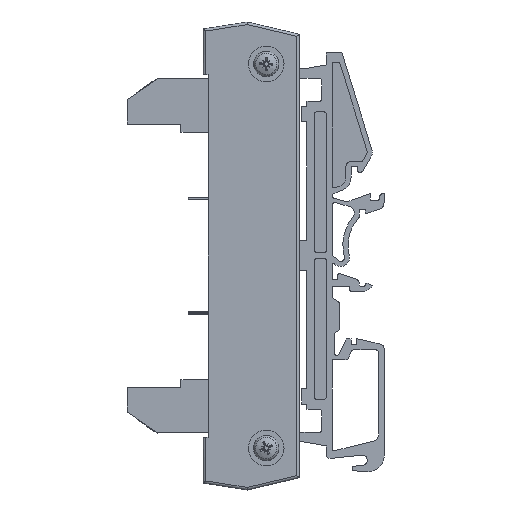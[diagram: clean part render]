
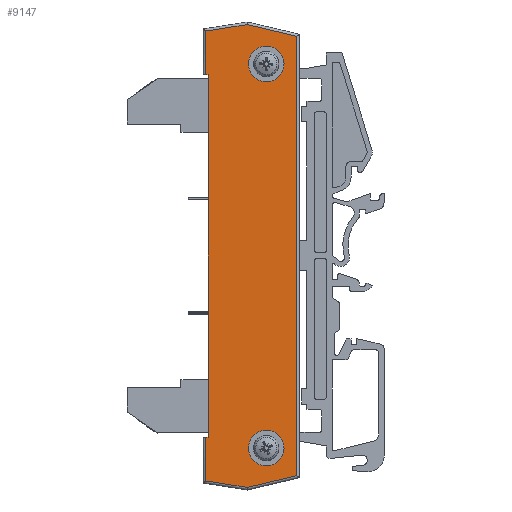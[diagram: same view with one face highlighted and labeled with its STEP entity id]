
A CAD part, left-side view. The second image highlights one B-rep face of the part: STEP entity #9147.
In plain terms, the highlighted face is planar.
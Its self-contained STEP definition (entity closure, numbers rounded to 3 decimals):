
#8686=CARTESIAN_POINT('',(-16.628,6.238,5.0));
#8687=VERTEX_POINT('',#8686);
#8694=CARTESIAN_POINT('',(54.672,6.238,5.0));
#8695=VERTEX_POINT('',#8694);
#8696=CARTESIAN_POINT('',(54.672,6.238,5.0));
#8697=DIRECTION('',(-1.0,0.0,0.0));
#8698=VECTOR('',#8697,71.3);
#8699=LINE('',#8696,#8698);
#8700=EDGE_CURVE('',#8695,#8687,#8699,.T.);
#8943=CARTESIAN_POINT('',(60.272,-5.162,5.0));
#8944=VERTEX_POINT('',#8943);
#8945=CARTESIAN_POINT('',(56.772,-5.162,5.0));
#8946=DIRECTION('',(0.0,0.0,-1.0));
#8947=DIRECTION('',(-1.0,0.0,0.0));
#8948=AXIS2_PLACEMENT_3D('',#8945,#8946,#8947);
#8949=CIRCLE('',#8948,3.5);
#8950=EDGE_CURVE('',#8944,#8944,#8949,.T.);
#8983=CARTESIAN_POINT('',(-15.228,-5.162,5.0));
#8984=VERTEX_POINT('',#8983);
#8985=CARTESIAN_POINT('',(-18.728,-5.162,5.0));
#8986=DIRECTION('',(0.0,0.0,-1.0));
#8987=DIRECTION('',(-1.0,0.0,0.0));
#8988=AXIS2_PLACEMENT_3D('',#8985,#8986,#8987);
#8989=CIRCLE('',#8988,3.5);
#8990=EDGE_CURVE('',#8984,#8984,#8989,.T.);
#9024=CARTESIAN_POINT('',(54.672,6.738,5.0));
#9025=VERTEX_POINT('',#9024);
#9026=CARTESIAN_POINT('',(54.672,6.738,5.0));
#9027=DIRECTION('',(0.0,-1.0,0.0));
#9028=VECTOR('',#9027,0.5);
#9029=LINE('',#9026,#9028);
#9030=EDGE_CURVE('',#9025,#8695,#9029,.T.);
#9055=CARTESIAN_POINT('',(-16.628,6.738,5.0));
#9056=VERTEX_POINT('',#9055);
#9064=CARTESIAN_POINT('',(-16.628,6.238,5.0));
#9065=DIRECTION('',(0.0,1.0,0.0));
#9066=VECTOR('',#9065,0.5);
#9067=LINE('',#9064,#9066);
#9068=EDGE_CURVE('',#8687,#9056,#9067,.T.);
#9077=CARTESIAN_POINT('',(19.022,-2.126,5.0));
#9078=DIRECTION('',(0.0,0.0,1.0));
#9079=DIRECTION('',(1.0,0.0,0.0));
#9080=AXIS2_PLACEMENT_3D('',#9077,#9078,#9079);
#9081=PLANE('',#9080);
#9082=ORIENTED_EDGE('',*,*,#9030,.T.);
#9083=ORIENTED_EDGE('',*,*,#8700,.T.);
#9084=ORIENTED_EDGE('',*,*,#9068,.T.);
#9085=CARTESIAN_POINT('',(-25.176,6.738,5.0));
#9086=VERTEX_POINT('',#9085);
#9087=CARTESIAN_POINT('',(-25.176,6.738,5.0));
#9088=DIRECTION('',(1.0,0.0,0.0));
#9089=VECTOR('',#9088,8.548);
#9090=LINE('',#9087,#9089);
#9091=EDGE_CURVE('',#9086,#9056,#9090,.T.);
#9092=ORIENTED_EDGE('',*,*,#9091,.F.);
#9093=CARTESIAN_POINT('',(-26.459,-1.405,5.0));
#9094=VERTEX_POINT('',#9093);
#9095=CARTESIAN_POINT('',(-26.459,-1.405,5.0));
#9096=DIRECTION('',(0.156,0.988,0.0));
#9097=VECTOR('',#9096,8.244);
#9098=LINE('',#9095,#9097);
#9099=EDGE_CURVE('',#9094,#9086,#9098,.T.);
#9100=ORIENTED_EDGE('',*,*,#9099,.F.);
#9101=CARTESIAN_POINT('',(-24.157,-11.162,5.0));
#9102=VERTEX_POINT('',#9101);
#9103=CARTESIAN_POINT('',(-24.157,-11.162,5.0));
#9104=DIRECTION('',(-0.23,0.973,0.0));
#9105=VECTOR('',#9104,10.024);
#9106=LINE('',#9103,#9105);
#9107=EDGE_CURVE('',#9102,#9094,#9106,.T.);
#9108=ORIENTED_EDGE('',*,*,#9107,.F.);
#9109=CARTESIAN_POINT('',(62.201,-11.162,5.0));
#9110=VERTEX_POINT('',#9109);
#9111=CARTESIAN_POINT('',(62.201,-11.162,5.0));
#9112=DIRECTION('',(-1.0,0.0,0.0));
#9113=VECTOR('',#9112,86.358);
#9114=LINE('',#9111,#9113);
#9115=EDGE_CURVE('',#9110,#9102,#9114,.T.);
#9116=ORIENTED_EDGE('',*,*,#9115,.F.);
#9117=CARTESIAN_POINT('',(64.503,-1.405,5.0));
#9118=VERTEX_POINT('',#9117);
#9119=CARTESIAN_POINT('',(64.503,-1.405,5.0));
#9120=DIRECTION('',(-0.23,-0.973,0.0));
#9121=VECTOR('',#9120,10.024);
#9122=LINE('',#9119,#9121);
#9123=EDGE_CURVE('',#9118,#9110,#9122,.T.);
#9124=ORIENTED_EDGE('',*,*,#9123,.F.);
#9125=CARTESIAN_POINT('',(63.22,6.738,5.0));
#9126=VERTEX_POINT('',#9125);
#9127=CARTESIAN_POINT('',(63.22,6.738,5.0));
#9128=DIRECTION('',(0.156,-0.988,0.0));
#9129=VECTOR('',#9128,8.244);
#9130=LINE('',#9127,#9129);
#9131=EDGE_CURVE('',#9126,#9118,#9130,.T.);
#9132=ORIENTED_EDGE('',*,*,#9131,.F.);
#9133=CARTESIAN_POINT('',(54.672,6.738,5.0));
#9134=DIRECTION('',(1.0,0.0,0.0));
#9135=VECTOR('',#9134,8.548);
#9136=LINE('',#9133,#9135);
#9137=EDGE_CURVE('',#9025,#9126,#9136,.T.);
#9138=ORIENTED_EDGE('',*,*,#9137,.F.);
#9139=EDGE_LOOP('',(#9082,#9083,#9084,#9092,#9100,#9108,#9116,#9124,#9132,#9138));
#9140=FACE_OUTER_BOUND('',#9139,.T.);
#9141=ORIENTED_EDGE('',*,*,#8950,.T.);
#9142=EDGE_LOOP('',(#9141));
#9143=FACE_BOUND('',#9142,.T.);
#9144=ORIENTED_EDGE('',*,*,#8990,.T.);
#9145=EDGE_LOOP('',(#9144));
#9146=FACE_BOUND('',#9145,.T.);
#9147=ADVANCED_FACE('',(#9140,#9143,#9146),#9081,.T.);
